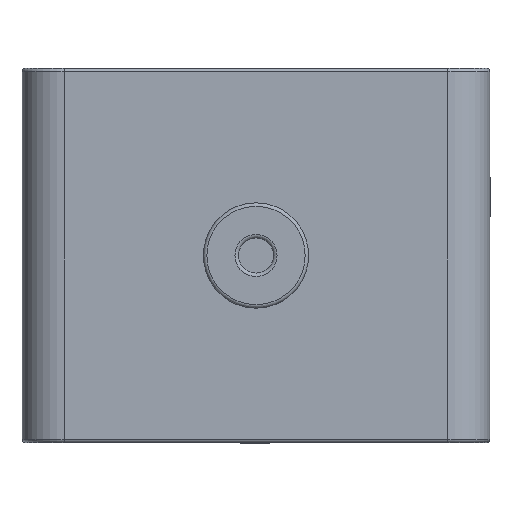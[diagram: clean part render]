
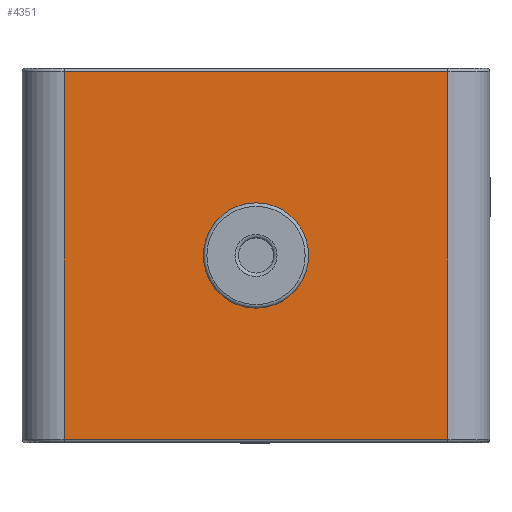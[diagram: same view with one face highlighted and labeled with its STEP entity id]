
A CAD part, left-side view. The second image highlights one B-rep face of the part: STEP entity #4351.
In plain terms, the highlighted planar face has unit normal (-1, 0, 0).
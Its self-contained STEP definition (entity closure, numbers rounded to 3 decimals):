
#375=LINE('',#6686,#579);
#376=LINE('',#6689,#580);
#377=LINE('',#6691,#581);
#378=LINE('',#6693,#582);
#579=VECTOR('',#5311,1000.);
#580=VECTOR('',#5312,1000.);
#581=VECTOR('',#5313,1000.);
#582=VECTOR('',#5314,1000.);
#792=ORIENTED_EDGE('',*,*,#1814,.T.);
#793=ORIENTED_EDGE('',*,*,#1815,.T.);
#794=ORIENTED_EDGE('',*,*,#1816,.T.);
#795=ORIENTED_EDGE('',*,*,#1817,.T.);
#796=ORIENTED_EDGE('',*,*,#1818,.T.);
#1814=EDGE_CURVE('',#2325,#2325,#2582,.F.);
#1815=EDGE_CURVE('',#2326,#2327,#375,.T.);
#1816=EDGE_CURVE('',#2327,#2328,#376,.F.);
#1817=EDGE_CURVE('',#2328,#2329,#377,.F.);
#1818=EDGE_CURVE('',#2329,#2326,#378,.T.);
#2325=VERTEX_POINT('',#6685);
#2326=VERTEX_POINT('',#6687);
#2327=VERTEX_POINT('',#6688);
#2328=VERTEX_POINT('',#6690);
#2329=VERTEX_POINT('',#6692);
#2582=CIRCLE('',#4672,1.9);
#2862=EDGE_LOOP('',(#792));
#2863=EDGE_LOOP('',(#793,#794,#795,#796));
#3220=FACE_BOUND('',#2862,.T.);
#3221=FACE_BOUND('',#2863,.T.);
#3569=PLANE('',#4671);
#4351=ADVANCED_FACE('',(#3220,#3221),#3569,.T.);
#4671=AXIS2_PLACEMENT_3D('',#6683,#5307,#5308);
#4672=AXIS2_PLACEMENT_3D('',#6684,#5309,#5310);
#5307=DIRECTION('',(-1.,0.,0.));
#5308=DIRECTION('',(0.,0.,1.));
#5309=DIRECTION('',(-1.,0.,0.));
#5310=DIRECTION('',(0.,0.,1.));
#5311=DIRECTION('',(0.,0.,-1.));
#5312=DIRECTION('',(0.,1.,0.));
#5313=DIRECTION('',(0.,0.,-1.));
#5314=DIRECTION('',(0.,1.,0.));
#6683=CARTESIAN_POINT('',(0.,-10.,8.));
#6684=CARTESIAN_POINT('',(0.,0.,0.));
#6685=CARTESIAN_POINT('',(0.,0.,1.9));
#6686=CARTESIAN_POINT('',(0.,8.2,8.));
#6687=CARTESIAN_POINT('',(0.,8.2,7.85));
#6688=CARTESIAN_POINT('',(0.,8.2,-7.85));
#6689=CARTESIAN_POINT('',(0.,-10.,-7.85));
#6690=CARTESIAN_POINT('',(0.,-8.2,-7.85));
#6691=CARTESIAN_POINT('',(0.,-8.2,8.));
#6692=CARTESIAN_POINT('',(0.,-8.2,7.85));
#6693=CARTESIAN_POINT('',(0.,8.2,7.85));
